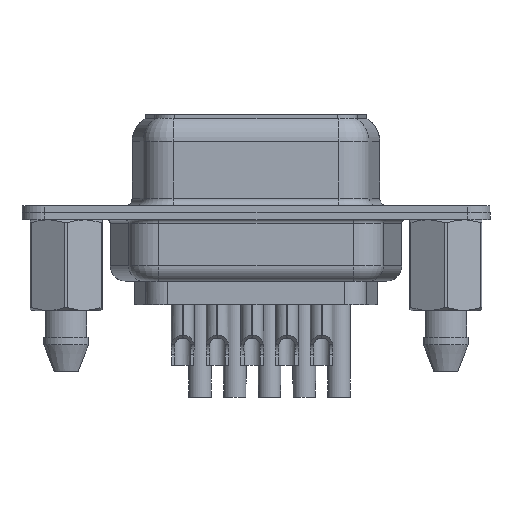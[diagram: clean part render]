
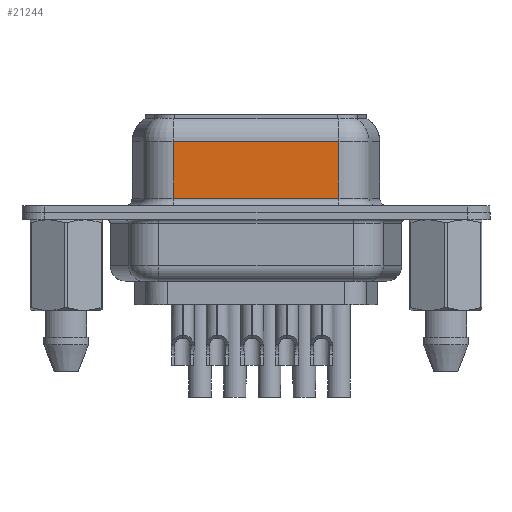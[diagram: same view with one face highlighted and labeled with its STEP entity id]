
A CAD part, front view. The second image highlights one B-rep face of the part: STEP entity #21244.
In plain terms, the highlighted planar face has unit normal (0, -1, 0).
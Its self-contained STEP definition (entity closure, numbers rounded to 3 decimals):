
#369 = CARTESIAN_POINT ( 'NONE',  ( 17.957, -3.95, 0.95 ) ) ;
#460 = VERTEX_POINT ( 'NONE', #7873 ) ;
#1619 = CARTESIAN_POINT ( 'NONE',  ( 17.957, -3.95, 6.45 ) ) ;
#1772 = ORIENTED_EDGE ( 'NONE', *, *, #2405, .T. ) ;
#2405 = EDGE_CURVE ( 'NONE', #460, #14923, #19322, .T. ) ;
#5935 = VECTOR ( 'NONE', #15510, 1000. ) ;
#6720 = EDGE_CURVE ( 'NONE', #460, #18622, #24957, .T. ) ;
#7312 = ORIENTED_EDGE ( 'NONE', *, *, #6720, .F. ) ;
#7873 = CARTESIAN_POINT ( 'NONE',  ( 17.957, -3.95, 4.7 ) ) ;
#8633 = VECTOR ( 'NONE', #10388, 1000. ) ;
#8766 = VECTOR ( 'NONE', #12894, 1000. ) ;
#8910 = ORIENTED_EDGE ( 'NONE', *, *, #11832, .T. ) ;
#9619 = CARTESIAN_POINT ( 'NONE',  ( 7.033, -3.95, 4.7 ) ) ;
#9645 = DIRECTION ( 'NONE',  ( 0., 0., 1. ) ) ;
#10388 = DIRECTION ( 'NONE',  ( 1., 0., 0. ) ) ;
#11832 = EDGE_CURVE ( 'NONE', #14923, #21372, #16498, .T. ) ;
#11922 = DIRECTION ( 'NONE',  ( 0., 0., -1. ) ) ;
#12598 = AXIS2_PLACEMENT_3D ( 'NONE', #1619, #21558, #9645 ) ;
#12894 = DIRECTION ( 'NONE',  ( -1., 0., 0. ) ) ;
#13201 = FACE_OUTER_BOUND ( 'NONE', #23805, .T. ) ;
#13488 = CARTESIAN_POINT ( 'NONE',  ( 7.033, -3.95, 6.45 ) ) ;
#14907 = CARTESIAN_POINT ( 'NONE',  ( 17.957, -3.95, 0.95 ) ) ;
#14923 = VERTEX_POINT ( 'NONE', #9619 ) ;
#14997 = VECTOR ( 'NONE', #11922, 1000. ) ;
#15006 = EDGE_CURVE ( 'NONE', #21372, #18622, #25706, .T. ) ;
#15510 = DIRECTION ( 'NONE',  ( 0., 0., -1. ) ) ;
#16498 = LINE ( 'NONE', #13488, #5935 ) ;
#18622 = VERTEX_POINT ( 'NONE', #14907 ) ;
#19322 = LINE ( 'NONE', #22813, #8766 ) ;
#19566 = PLANE ( 'NONE',  #12598 ) ;
#21244 = ADVANCED_FACE ( 'NONE', ( #13201 ), #19566, .F. ) ;
#21372 = VERTEX_POINT ( 'NONE', #23884 ) ;
#21558 = DIRECTION ( 'NONE',  ( 0., 1., 0. ) ) ;
#22813 = CARTESIAN_POINT ( 'NONE',  ( 17.957, -3.95, 4.7 ) ) ;
#22948 = ORIENTED_EDGE ( 'NONE', *, *, #15006, .T. ) ;
#23805 = EDGE_LOOP ( 'NONE', ( #7312, #1772, #8910, #22948 ) ) ;
#23827 = CARTESIAN_POINT ( 'NONE',  ( 17.957, -3.95, 6.45 ) ) ;
#23884 = CARTESIAN_POINT ( 'NONE',  ( 7.033, -3.95, 0.95 ) ) ;
#24957 = LINE ( 'NONE', #23827, #14997 ) ;
#25706 = LINE ( 'NONE', #369, #8633 ) ;
